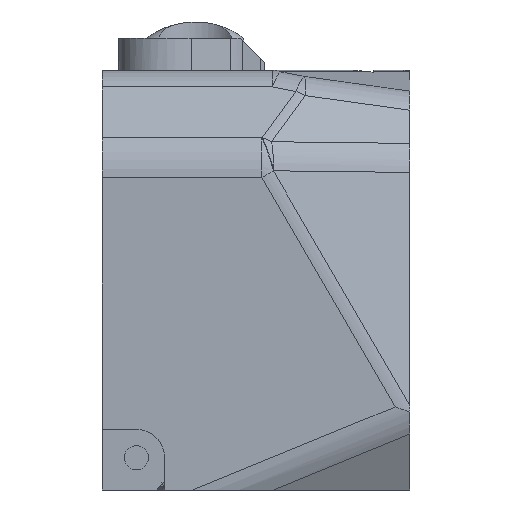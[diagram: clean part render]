
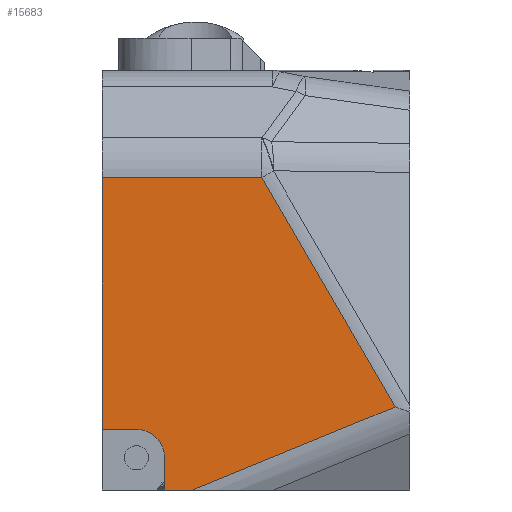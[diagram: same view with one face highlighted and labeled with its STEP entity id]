
A CAD part, left-side view. The second image highlights one B-rep face of the part: STEP entity #15683.
In plain terms, the highlighted planar face has unit normal (-1, 0, 0).
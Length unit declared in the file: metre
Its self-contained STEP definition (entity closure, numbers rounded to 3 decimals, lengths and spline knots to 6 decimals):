
#1116=CIRCLE('',#16998,0.0035);
#3494=ORIENTED_EDGE('',*,*,#7394,.F.);
#3495=ORIENTED_EDGE('',*,*,#7044,.F.);
#3496=ORIENTED_EDGE('',*,*,#7395,.T.);
#3497=ORIENTED_EDGE('',*,*,#7396,.T.);
#3498=ORIENTED_EDGE('',*,*,#7397,.T.);
#3499=ORIENTED_EDGE('',*,*,#6999,.T.);
#3500=ORIENTED_EDGE('',*,*,#7398,.F.);
#3501=ORIENTED_EDGE('',*,*,#7399,.F.);
#6999=EDGE_CURVE('',#9090,#9089,#10507,.T.);
#7044=EDGE_CURVE('',#9132,#9120,#10546,.T.);
#7394=EDGE_CURVE('',#9120,#9426,#10834,.T.);
#7395=EDGE_CURVE('',#9132,#9427,#10835,.T.);
#7396=EDGE_CURVE('',#9427,#9428,#10836,.F.);
#7397=EDGE_CURVE('',#9428,#9090,#10837,.T.);
#7398=EDGE_CURVE('',#9429,#9089,#10838,.T.);
#7399=EDGE_CURVE('',#9426,#9429,#1116,.T.);
#9089=VERTEX_POINT('',#24593);
#9090=VERTEX_POINT('',#24595);
#9120=VERTEX_POINT('',#24662);
#9132=VERTEX_POINT('',#24686);
#9426=VERTEX_POINT('',#25395);
#9427=VERTEX_POINT('',#25397);
#9428=VERTEX_POINT('',#25399);
#9429=VERTEX_POINT('',#25402);
#10507=LINE('',#24594,#11896);
#10546=LINE('',#24687,#11935);
#10834=LINE('',#25394,#12223);
#10835=LINE('',#25396,#12224);
#10836=LINE('',#25398,#12225);
#10837=LINE('',#25400,#12226);
#10838=LINE('',#25401,#12227);
#11896=VECTOR('',#19610,1.);
#11935=VECTOR('',#19671,1.);
#12223=VECTOR('',#20151,1.);
#12224=VECTOR('',#20152,1.);
#12225=VECTOR('',#20153,1.);
#12226=VECTOR('',#20154,1.);
#12227=VECTOR('',#20155,1.);
#13323=EDGE_LOOP('',(#3494,#3495,#3496,#3497,#3498,#3499,#3500,#3501));
#14342=FACE_BOUND('',#13323,.T.);
#15068=PLANE('',#16997);
#15683=ADVANCED_FACE('',(#14342),#15068,.T.);
#16997=AXIS2_PLACEMENT_3D('',#25393,#20149,#20150);
#16998=AXIS2_PLACEMENT_3D('',#25403,#20156,#20157);
#19610=DIRECTION('',(0.,0.,-1.));
#19671=DIRECTION('',(0.,1.,0.));
#20149=DIRECTION('',(-1.,0.,0.));
#20150=DIRECTION('',(0.,0.,1.));
#20151=DIRECTION('',(0.,0.,1.));
#20152=DIRECTION('',(0.,-0.925,0.379));
#20153=DIRECTION('',(0.,-0.503,-0.864));
#20154=DIRECTION('',(0.,1.,0.));
#20155=DIRECTION('',(0.,1.,0.));
#20156=DIRECTION('',(-1.,0.,0.));
#20157=DIRECTION('',(0.,0.,1.));
#24593=CARTESIAN_POINT('',(-0.0275,0.0068,-0.0025));
#24594=CARTESIAN_POINT('',(-0.0275,0.0068,0.011305));
#24595=CARTESIAN_POINT('',(-0.0275,0.0068,0.02871));
#24662=CARTESIAN_POINT('',(-0.0275,-0.00095,-0.01));
#24686=CARTESIAN_POINT('',(-0.0275,-0.004366,-0.01));
#24687=CARTESIAN_POINT('',(-0.0275,-0.285738,-0.01));
#25393=CARTESIAN_POINT('',(-0.0275,-0.285738,0.011305));
#25394=CARTESIAN_POINT('',(-0.0275,-0.00095,-0.008));
#25395=CARTESIAN_POINT('',(-0.0275,-0.00095,-0.006));
#25396=CARTESIAN_POINT('',(-0.0275,-0.030566,0.000722));
#25397=CARTESIAN_POINT('',(-0.0275,-0.029512,0.000291));
#25398=CARTESIAN_POINT('',(-0.0275,-0.089474,-0.102824));
#25399=CARTESIAN_POINT('',(-0.0275,-0.012986,0.02871));
#25400=CARTESIAN_POINT('',(-0.0275,-0.285738,0.02871));
#25401=CARTESIAN_POINT('',(-0.0275,0.004675,-0.0025));
#25402=CARTESIAN_POINT('',(-0.0275,0.00255,-0.0025));
#25403=CARTESIAN_POINT('',(-0.0275,0.00255,-0.006));
